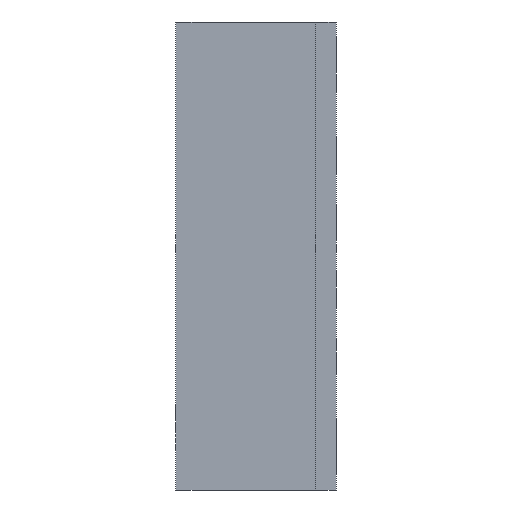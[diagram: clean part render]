
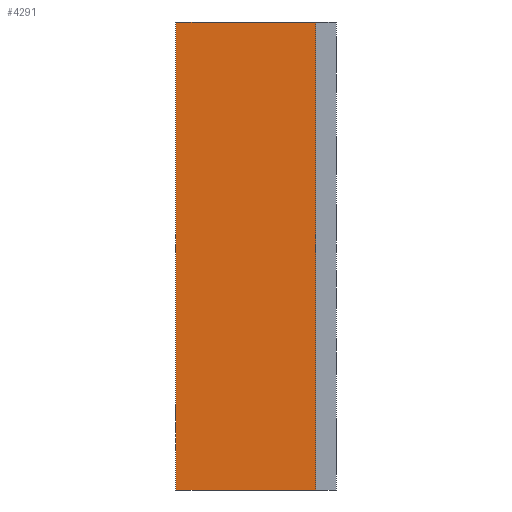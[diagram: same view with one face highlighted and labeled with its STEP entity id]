
A CAD part, left-side view. The second image highlights one B-rep face of the part: STEP entity #4291.
In plain terms, the highlighted planar face has unit normal (-1, 0, 0).
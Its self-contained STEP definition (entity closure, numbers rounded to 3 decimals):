
#297 = EDGE_CURVE ( 'NONE', #3635, #6710, #4521, .T. ) ;
#330 = CARTESIAN_POINT ( 'NONE',  ( -1.75, 0.13, 1.5 ) ) ;
#365 = EDGE_CURVE ( 'NONE', #5224, #460, #1810, .T. ) ;
#460 = VERTEX_POINT ( 'NONE', #481 ) ;
#481 = CARTESIAN_POINT ( 'NONE',  ( -1.75, 0.13, -1.5 ) ) ;
#927 = ORIENTED_EDGE ( 'NONE', *, *, #365, .F. ) ;
#1168 = DIRECTION ( 'NONE',  ( 0., 0., -1. ) ) ;
#1201 = LINE ( 'NONE', #3282, #6540 ) ;
#1467 = CARTESIAN_POINT ( 'NONE',  ( -1.75, 1.027, 1.5 ) ) ;
#1810 = LINE ( 'NONE', #330, #1885 ) ;
#1885 = VECTOR ( 'NONE', #1168, 1000. ) ;
#2056 = DIRECTION ( 'NONE',  ( 1., 0., 0. ) ) ;
#2217 = CARTESIAN_POINT ( 'NONE',  ( -1.75, 1.027, 1.5 ) ) ;
#2513 = FACE_OUTER_BOUND ( 'NONE', #4935, .T. ) ;
#2519 = DIRECTION ( 'NONE',  ( 0., 0., -1. ) ) ;
#2546 = CARTESIAN_POINT ( 'NONE',  ( -1.75, 1.027, -1.5 ) ) ;
#2584 = EDGE_CURVE ( 'NONE', #3635, #460, #6199, .T. ) ;
#2805 = DIRECTION ( 'NONE',  ( 0., 0., 1. ) ) ;
#2892 = AXIS2_PLACEMENT_3D ( 'NONE', #1467, #2056, #2519 ) ;
#3221 = DIRECTION ( 'NONE',  ( 0., -1., 0. ) ) ;
#3282 = CARTESIAN_POINT ( 'NONE',  ( -1.75, 1.027, 1.5 ) ) ;
#3339 = VECTOR ( 'NONE', #3221, 1000. ) ;
#3635 = VERTEX_POINT ( 'NONE', #4295 ) ;
#3951 = DIRECTION ( 'NONE',  ( 0., -1., 0. ) ) ;
#4291 = ADVANCED_FACE ( 'NONE', ( #2513 ), #5755, .F. ) ;
#4295 = CARTESIAN_POINT ( 'NONE',  ( -1.75, 1.027, -1.5 ) ) ;
#4521 = LINE ( 'NONE', #2217, #7184 ) ;
#4800 = ORIENTED_EDGE ( 'NONE', *, *, #7854, .F. ) ;
#4935 = EDGE_LOOP ( 'NONE', ( #927, #4800, #6892, #5900 ) ) ;
#5171 = CARTESIAN_POINT ( 'NONE',  ( -1.75, 1.027, 1.5 ) ) ;
#5224 = VERTEX_POINT ( 'NONE', #7941 ) ;
#5755 = PLANE ( 'NONE',  #2892 ) ;
#5900 = ORIENTED_EDGE ( 'NONE', *, *, #2584, .T. ) ;
#6199 = LINE ( 'NONE', #2546, #3339 ) ;
#6540 = VECTOR ( 'NONE', #3951, 1000. ) ;
#6710 = VERTEX_POINT ( 'NONE', #5171 ) ;
#6892 = ORIENTED_EDGE ( 'NONE', *, *, #297, .F. ) ;
#7184 = VECTOR ( 'NONE', #2805, 1000. ) ;
#7854 = EDGE_CURVE ( 'NONE', #6710, #5224, #1201, .T. ) ;
#7941 = CARTESIAN_POINT ( 'NONE',  ( -1.75, 0.13, 1.5 ) ) ;
